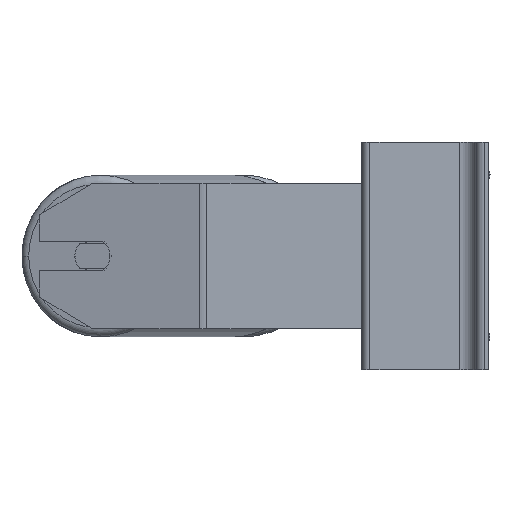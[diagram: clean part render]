
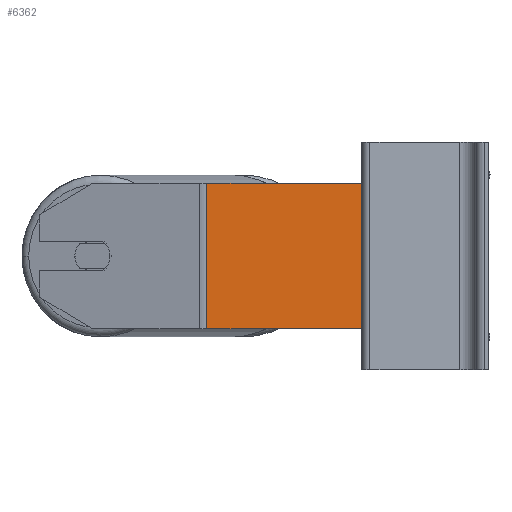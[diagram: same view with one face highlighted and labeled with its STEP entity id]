
A CAD part, left-side view. The second image highlights one B-rep face of the part: STEP entity #6362.
In plain terms, the highlighted planar face has unit normal (-1, 0, 0).
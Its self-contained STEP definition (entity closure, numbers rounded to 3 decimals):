
#185 = VERTEX_POINT ( 'NONE', #8532 ) ;
#541 = EDGE_CURVE ( 'NONE', #9005, #6746, #5445, .T. ) ;
#669 = DIRECTION ( 'NONE',  ( 0., 1., 0. ) ) ;
#825 = LINE ( 'NONE', #3617, #7765 ) ;
#965 = VECTOR ( 'NONE', #6903, 1000. ) ;
#1387 = CARTESIAN_POINT ( 'NONE',  ( -488., 103.171, 40. ) ) ;
#1480 = CARTESIAN_POINT ( 'NONE',  ( -488., 105.277, 40. ) ) ;
#1565 = PLANE ( 'NONE',  #6731 ) ;
#2136 = VECTOR ( 'NONE', #2636, 1000. ) ;
#2636 = DIRECTION ( 'NONE',  ( 0., -1., 0. ) ) ;
#2802 = CARTESIAN_POINT ( 'NONE',  ( -488., 103.171, -40. ) ) ;
#2926 = EDGE_LOOP ( 'NONE', ( #8769, #3725, #6961, #6580 ) ) ;
#3072 = DIRECTION ( 'NONE',  ( 0., -1., 0. ) ) ;
#3420 = LINE ( 'NONE', #9925, #2136 ) ;
#3569 = CARTESIAN_POINT ( 'NONE',  ( -488., 103.171, 40. ) ) ;
#3617 = CARTESIAN_POINT ( 'NONE',  ( -488., 18., 40. ) ) ;
#3725 = ORIENTED_EDGE ( 'NONE', *, *, #5596, .F. ) ;
#4737 = DIRECTION ( 'NONE',  ( 1., 0., 0. ) ) ;
#5224 = EDGE_CURVE ( 'NONE', #8202, #185, #3420, .T. ) ;
#5396 = LINE ( 'NONE', #1387, #965 ) ;
#5445 = LINE ( 'NONE', #1480, #8322 ) ;
#5596 = EDGE_CURVE ( 'NONE', #6746, #185, #825, .T. ) ;
#6050 = EDGE_CURVE ( 'NONE', #9005, #8202, #5396, .T. ) ;
#6362 = ADVANCED_FACE ( 'NONE', ( #9449 ), #1565, .F. ) ;
#6580 = ORIENTED_EDGE ( 'NONE', *, *, #6050, .T. ) ;
#6731 = AXIS2_PLACEMENT_3D ( 'NONE', #7862, #4737, #669 ) ;
#6746 = VERTEX_POINT ( 'NONE', #8691 ) ;
#6903 = DIRECTION ( 'NONE',  ( 0., 0., -1. ) ) ;
#6961 = ORIENTED_EDGE ( 'NONE', *, *, #541, .F. ) ;
#7765 = VECTOR ( 'NONE', #8305, 1000. ) ;
#7862 = CARTESIAN_POINT ( 'NONE',  ( -488., 105.277, 40. ) ) ;
#8202 = VERTEX_POINT ( 'NONE', #2802 ) ;
#8305 = DIRECTION ( 'NONE',  ( 0., 0., -1. ) ) ;
#8322 = VECTOR ( 'NONE', #3072, 1000. ) ;
#8532 = CARTESIAN_POINT ( 'NONE',  ( -488., 18., -40. ) ) ;
#8691 = CARTESIAN_POINT ( 'NONE',  ( -488., 18., 40. ) ) ;
#8769 = ORIENTED_EDGE ( 'NONE', *, *, #5224, .T. ) ;
#9005 = VERTEX_POINT ( 'NONE', #3569 ) ;
#9449 = FACE_OUTER_BOUND ( 'NONE', #2926, .T. ) ;
#9925 = CARTESIAN_POINT ( 'NONE',  ( -488., 105.277, -40. ) ) ;
